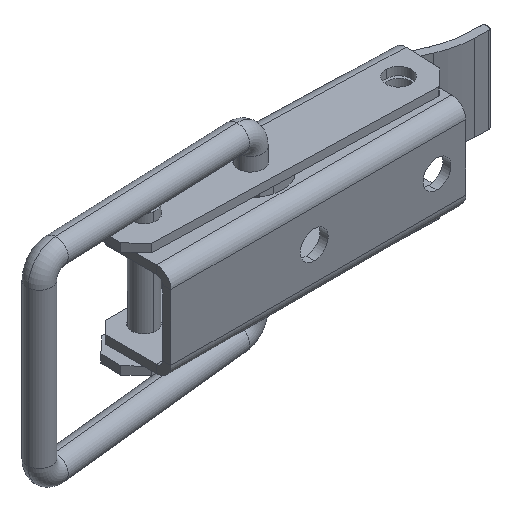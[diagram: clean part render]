
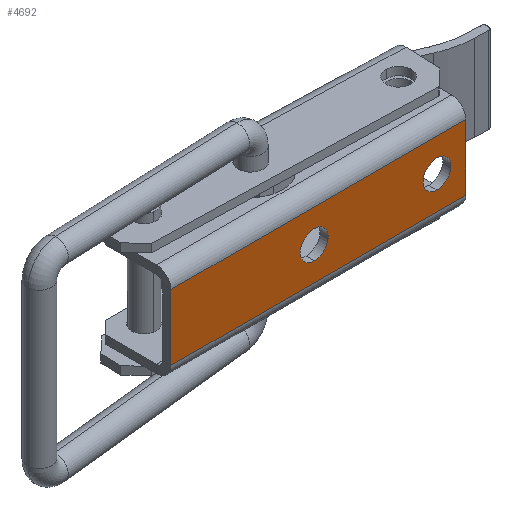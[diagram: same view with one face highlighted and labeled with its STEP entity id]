
A CAD part, isometric view. The second image highlights one B-rep face of the part: STEP entity #4692.
In plain terms, the highlighted planar face has unit normal (0, -1, 0).
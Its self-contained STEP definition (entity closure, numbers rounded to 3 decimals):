
#62 = CARTESIAN_POINT ( 'NONE',  ( -36., -1., -0.737 ) ) ;
#165 = VERTEX_POINT ( 'NONE', #3858 ) ;
#218 = CARTESIAN_POINT ( 'NONE',  ( -18.5, -1., -4.75 ) ) ;
#378 = EDGE_CURVE ( 'NONE', #602, #2864, #2278, .T. ) ;
#464 = CARTESIAN_POINT ( 'NONE',  ( -18.5, -1., -6.45 ) ) ;
#512 = LINE ( 'NONE', #1656, #3220 ) ;
#593 = DIRECTION ( 'NONE',  ( 0., 0., 1. ) ) ;
#602 = VERTEX_POINT ( 'NONE', #4367 ) ;
#683 = CARTESIAN_POINT ( 'NONE',  ( 0., -1., -8.763 ) ) ;
#684 = CIRCLE ( 'NONE', #1056, 1.7 ) ;
#822 = AXIS2_PLACEMENT_3D ( 'NONE', #218, #2797, #593 ) ;
#848 = EDGE_CURVE ( 'NONE', #2096, #2803, #2662, .T. ) ;
#853 = DIRECTION ( 'NONE',  ( -1., 0., 0. ) ) ;
#1056 = AXIS2_PLACEMENT_3D ( 'NONE', #1709, #4293, #2065 ) ;
#1077 = FACE_OUTER_BOUND ( 'NONE', #3622, .T. ) ;
#1129 = DIRECTION ( 'NONE',  ( 0., 0., -1. ) ) ;
#1281 = EDGE_CURVE ( 'NONE', #2096, #2507, #512, .T. ) ;
#1282 = DIRECTION ( 'NONE',  ( 0., 1., 0. ) ) ;
#1287 = DIRECTION ( 'NONE',  ( 0., 0., 1. ) ) ;
#1392 = DIRECTION ( 'NONE',  ( 0., 0., 1. ) ) ;
#1544 = ORIENTED_EDGE ( 'NONE', *, *, #2985, .F. ) ;
#1656 = CARTESIAN_POINT ( 'NONE',  ( -36., -1., 0. ) ) ;
#1666 = CIRCLE ( 'NONE', #822, 1.7 ) ;
#1691 = VECTOR ( 'NONE', #3447, 1000. ) ;
#1699 = DIRECTION ( 'NONE',  ( 0., 1., 0. ) ) ;
#1709 = CARTESIAN_POINT ( 'NONE',  ( -18.5, -1., -4.75 ) ) ;
#1713 = AXIS2_PLACEMENT_3D ( 'NONE', #3862, #1282, #3510 ) ;
#1881 = VECTOR ( 'NONE', #853, 1000. ) ;
#1890 = CARTESIAN_POINT ( 'NONE',  ( -18.5, -1., -3.05 ) ) ;
#1899 = ORIENTED_EDGE ( 'NONE', *, *, #848, .T. ) ;
#1959 = ORIENTED_EDGE ( 'NONE', *, *, #3148, .T. ) ;
#1978 = ORIENTED_EDGE ( 'NONE', *, *, #1281, .F. ) ;
#2022 = CIRCLE ( 'NONE', #2468, 1.7 ) ;
#2053 = FACE_BOUND ( 'NONE', #2374, .T. ) ;
#2065 = DIRECTION ( 'NONE',  ( 0., 0., 1. ) ) ;
#2096 = VERTEX_POINT ( 'NONE', #3070 ) ;
#2102 = AXIS2_PLACEMENT_3D ( 'NONE', #3588, #3617, #1392 ) ;
#2278 = CIRCLE ( 'NONE', #1713, 1.7 ) ;
#2374 = EDGE_LOOP ( 'NONE', ( #3040, #2736 ) ) ;
#2468 = AXIS2_PLACEMENT_3D ( 'NONE', #3901, #1699, #4283 ) ;
#2507 = VERTEX_POINT ( 'NONE', #62 ) ;
#2644 = EDGE_CURVE ( 'NONE', #2864, #602, #2022, .T. ) ;
#2662 = LINE ( 'NONE', #3487, #1691 ) ;
#2680 = LINE ( 'NONE', #3337, #4652 ) ;
#2736 = ORIENTED_EDGE ( 'NONE', *, *, #4577, .T. ) ;
#2797 = DIRECTION ( 'NONE',  ( 0., 1., 0. ) ) ;
#2803 = VERTEX_POINT ( 'NONE', #683 ) ;
#2858 = PLANE ( 'NONE',  #2102 ) ;
#2864 = VERTEX_POINT ( 'NONE', #4383 ) ;
#2985 = EDGE_CURVE ( 'NONE', #165, #2803, #2680, .T. ) ;
#3040 = ORIENTED_EDGE ( 'NONE', *, *, #4583, .T. ) ;
#3070 = CARTESIAN_POINT ( 'NONE',  ( -36., -1., -8.763 ) ) ;
#3148 = EDGE_CURVE ( 'NONE', #165, #2507, #3831, .T. ) ;
#3203 = ORIENTED_EDGE ( 'NONE', *, *, #2644, .T. ) ;
#3220 = VECTOR ( 'NONE', #1287, 1000. ) ;
#3337 = CARTESIAN_POINT ( 'NONE',  ( 0., -1., 0. ) ) ;
#3447 = DIRECTION ( 'NONE',  ( 1., 0., 0. ) ) ;
#3487 = CARTESIAN_POINT ( 'NONE',  ( -36., -1., -8.763 ) ) ;
#3510 = DIRECTION ( 'NONE',  ( 0., 0., 1. ) ) ;
#3588 = CARTESIAN_POINT ( 'NONE',  ( 0., -1., 0. ) ) ;
#3617 = DIRECTION ( 'NONE',  ( 0., 1., 0. ) ) ;
#3622 = EDGE_LOOP ( 'NONE', ( #1899, #1544, #1959, #1978 ) ) ;
#3683 = VERTEX_POINT ( 'NONE', #1890 ) ;
#3789 = VERTEX_POINT ( 'NONE', #464 ) ;
#3831 = LINE ( 'NONE', #4530, #1881 ) ;
#3858 = CARTESIAN_POINT ( 'NONE',  ( 0., -1., -0.737 ) ) ;
#3862 = CARTESIAN_POINT ( 'NONE',  ( -3.5, -1., -4.75 ) ) ;
#3901 = CARTESIAN_POINT ( 'NONE',  ( -3.5, -1., -4.75 ) ) ;
#3923 = ORIENTED_EDGE ( 'NONE', *, *, #378, .T. ) ;
#4013 = FACE_BOUND ( 'NONE', #4746, .T. ) ;
#4283 = DIRECTION ( 'NONE',  ( 0., 0., 1. ) ) ;
#4293 = DIRECTION ( 'NONE',  ( 0., 1., 0. ) ) ;
#4367 = CARTESIAN_POINT ( 'NONE',  ( -3.5, -1., -6.45 ) ) ;
#4383 = CARTESIAN_POINT ( 'NONE',  ( -3.5, -1., -3.05 ) ) ;
#4530 = CARTESIAN_POINT ( 'NONE',  ( 0., -1., -0.737 ) ) ;
#4577 = EDGE_CURVE ( 'NONE', #3789, #3683, #1666, .T. ) ;
#4583 = EDGE_CURVE ( 'NONE', #3683, #3789, #684, .T. ) ;
#4652 = VECTOR ( 'NONE', #1129, 1000. ) ;
#4692 = ADVANCED_FACE ( 'NONE', ( #2053, #4013, #1077 ), #2858, .F. ) ;
#4746 = EDGE_LOOP ( 'NONE', ( #3203, #3923 ) ) ;
